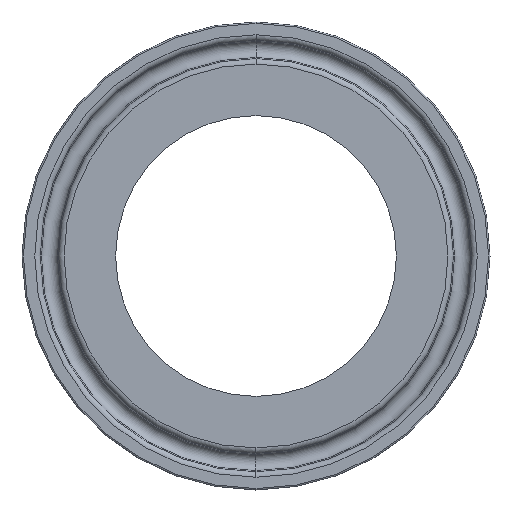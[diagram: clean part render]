
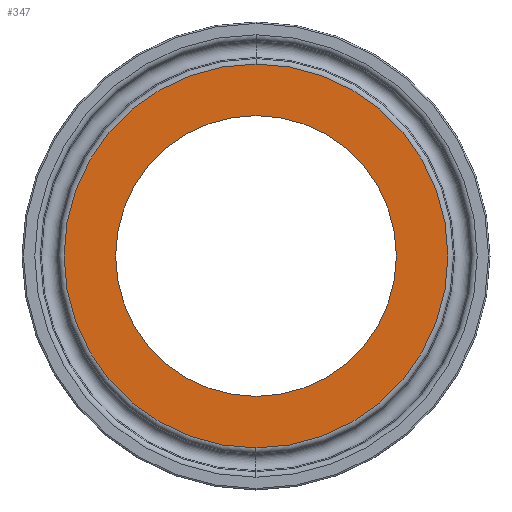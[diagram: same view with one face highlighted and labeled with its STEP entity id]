
A CAD part, left-side view. The second image highlights one B-rep face of the part: STEP entity #347.
In plain terms, the highlighted planar face has unit normal (-1, 0, 0).
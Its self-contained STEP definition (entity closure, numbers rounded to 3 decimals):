
#34 = DIRECTION ( 'NONE',  ( -1., 0., 0. ) ) ;
#67 = DIRECTION ( 'NONE',  ( 0., 0., 1. ) ) ;
#71 = EDGE_LOOP ( 'NONE', ( #485, #289 ) ) ;
#99 = CARTESIAN_POINT ( 'NONE',  ( 0., 0., 0. ) ) ;
#108 = DIRECTION ( 'NONE',  ( -1., 0., 0. ) ) ;
#132 = VERTEX_POINT ( 'NONE', #160 ) ;
#135 = AXIS2_PLACEMENT_3D ( 'NONE', #478, #524, #67 ) ;
#142 = EDGE_CURVE ( 'NONE', #132, #418, #712, .T. ) ;
#154 = CARTESIAN_POINT ( 'NONE',  ( 0., 0., 0. ) ) ;
#160 = CARTESIAN_POINT ( 'NONE',  ( 0., 0., 26.247 ) ) ;
#186 = FACE_OUTER_BOUND ( 'NONE', #71, .T. ) ;
#268 = AXIS2_PLACEMENT_3D ( 'NONE', #99, #400, #335 ) ;
#270 = DIRECTION ( 'NONE',  ( 0., 0., 1. ) ) ;
#289 = ORIENTED_EDGE ( 'NONE', *, *, #650, .T. ) ;
#335 = DIRECTION ( 'NONE',  ( 0., 0., 1. ) ) ;
#337 = ORIENTED_EDGE ( 'NONE', *, *, #560, .F. ) ;
#345 = AXIS2_PLACEMENT_3D ( 'NONE', #662, #496, #372 ) ;
#347 = ADVANCED_FACE ( 'NONE', ( #596, #186 ), #439, .F. ) ;
#363 = CIRCLE ( 'NONE', #425, 19.2 ) ;
#372 = DIRECTION ( 'NONE',  ( 0., 0., -1. ) ) ;
#400 = DIRECTION ( 'NONE',  ( -1., 0., 0. ) ) ;
#418 = VERTEX_POINT ( 'NONE', #717 ) ;
#425 = AXIS2_PLACEMENT_3D ( 'NONE', #154, #34, #270 ) ;
#439 = PLANE ( 'NONE',  #345 ) ;
#452 = VERTEX_POINT ( 'NONE', #509 ) ;
#462 = AXIS2_PLACEMENT_3D ( 'NONE', #516, #108, #707 ) ;
#478 = CARTESIAN_POINT ( 'NONE',  ( 0., 0., 0. ) ) ;
#485 = ORIENTED_EDGE ( 'NONE', *, *, #142, .T. ) ;
#494 = VERTEX_POINT ( 'NONE', #569 ) ;
#496 = DIRECTION ( 'NONE',  ( 1., 0., 0. ) ) ;
#509 = CARTESIAN_POINT ( 'NONE',  ( 0., 0., -19.2 ) ) ;
#516 = CARTESIAN_POINT ( 'NONE',  ( 0., 0., 0. ) ) ;
#524 = DIRECTION ( 'NONE',  ( -1., 0., 0. ) ) ;
#529 = CIRCLE ( 'NONE', #462, 26.247 ) ;
#547 = EDGE_CURVE ( 'NONE', #452, #494, #363, .T. ) ;
#560 = EDGE_CURVE ( 'NONE', #494, #452, #647, .T. ) ;
#569 = CARTESIAN_POINT ( 'NONE',  ( 0., 0., 19.2 ) ) ;
#590 = ORIENTED_EDGE ( 'NONE', *, *, #547, .F. ) ;
#596 = FACE_BOUND ( 'NONE', #608, .T. ) ;
#608 = EDGE_LOOP ( 'NONE', ( #337, #590 ) ) ;
#647 = CIRCLE ( 'NONE', #268, 19.2 ) ;
#650 = EDGE_CURVE ( 'NONE', #418, #132, #529, .T. ) ;
#662 = CARTESIAN_POINT ( 'NONE',  ( 0., 26.247, 0. ) ) ;
#707 = DIRECTION ( 'NONE',  ( 0., 0., 1. ) ) ;
#712 = CIRCLE ( 'NONE', #135, 26.247 ) ;
#717 = CARTESIAN_POINT ( 'NONE',  ( 0., 0., -26.247 ) ) ;
